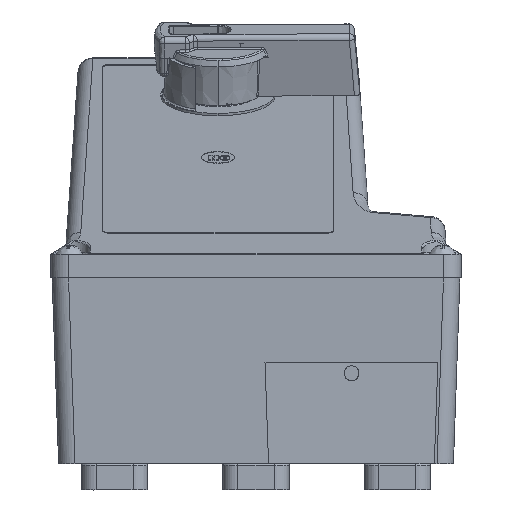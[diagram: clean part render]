
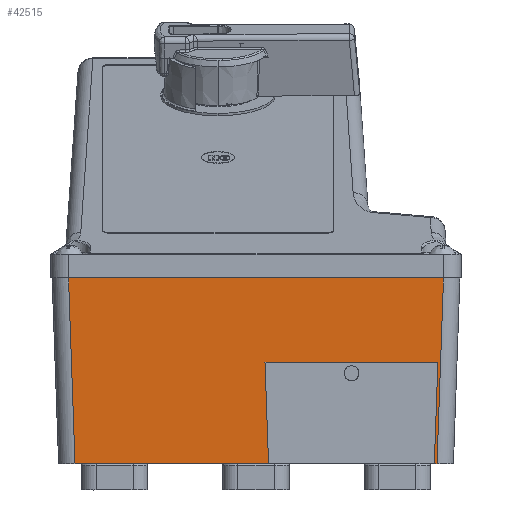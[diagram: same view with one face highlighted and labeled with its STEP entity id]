
A CAD part, left-side view. The second image highlights one B-rep face of the part: STEP entity #42515.
In plain terms, the highlighted planar face has unit normal (-0.999, 0, -0.035).
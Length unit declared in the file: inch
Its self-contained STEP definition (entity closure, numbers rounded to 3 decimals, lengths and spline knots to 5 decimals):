
#44 = LINE ( 'NONE', #83130, #35277 ) ;
#1420 = EDGE_CURVE ( 'NONE', #9709, #56677, #57934, .T. ) ;
#3877 = LINE ( 'NONE', #86079, #38956 ) ;
#4797 = LINE ( 'NONE', #19606, #18803 ) ;
#5204 = EDGE_CURVE ( 'NONE', #56677, #54804, #30943, .T. ) ;
#7466 = ORIENTED_EDGE ( 'NONE', *, *, #5204, .F. ) ;
#9709 = VERTEX_POINT ( 'NONE', #78537 ) ;
#9871 = CARTESIAN_POINT ( 'NONE',  ( -5.12037, -3.02559, -1.78769 ) ) ;
#12104 = VECTOR ( 'NONE', #35296, 39.37008 ) ;
#12463 = CARTESIAN_POINT ( 'NONE',  ( -5.16993, 3.17702, -0.36859 ) ) ;
#13220 = EDGE_CURVE ( 'NONE', #53855, #73943, #4797, .T. ) ;
#14377 = ORIENTED_EDGE ( 'NONE', *, *, #88281, .T. ) ;
#14665 = ORIENTED_EDGE ( 'NONE', *, *, #21166, .T. ) ;
#15824 = VECTOR ( 'NONE', #85744, 39.37008 ) ;
#15865 = EDGE_LOOP ( 'NONE', ( #84284, #48577, #71918, #14377, #14665, #35921, #80017, #7466, #78080 ) ) ;
#17827 = DIRECTION ( 'NONE',  ( 0., 1., 0. ) ) ;
#17900 = CARTESIAN_POINT ( 'NONE',  ( -5.15606, -0.08627, -0.76584 ) ) ;
#18803 = VECTOR ( 'NONE', #17827, 39.37008 ) ;
#19606 = CARTESIAN_POINT ( 'NONE',  ( -5.06098, 3.45244, -3.48859 ) ) ;
#21166 = EDGE_CURVE ( 'NONE', #65001, #73943, #68122, .T. ) ;
#21217 = CARTESIAN_POINT ( 'NONE',  ( -5.05588, -2.95999, -3.63445 ) ) ;
#25485 = DIRECTION ( 'NONE',  ( -0.999, 0., -0.035 ) ) ;
#27442 = DIRECTION ( 'NONE',  ( 0., 1., 0. ) ) ;
#30943 = LINE ( 'NONE', #17900, #15824 ) ;
#31807 = CARTESIAN_POINT ( 'NONE',  ( -5.16993, 3.45244, -0.36859 ) ) ;
#35277 = VECTOR ( 'NONE', #27442, 39.37008 ) ;
#35296 = DIRECTION ( 'NONE',  ( 0.035, -0.035, -0.999 ) ) ;
#35407 = EDGE_CURVE ( 'NONE', #71783, #78916, #3877, .T. ) ;
#35921 = ORIENTED_EDGE ( 'NONE', *, *, #13220, .F. ) ;
#38956 = VECTOR ( 'NONE', #45651, 39.37008 ) ;
#40120 = CARTESIAN_POINT ( 'NONE',  ( -5.16194, -3.11114, -0.59751 ) ) ;
#41289 = VECTOR ( 'NONE', #77283, 39.37008 ) ;
#42515 = ADVANCED_FACE ( 'NONE', ( #83492 ), #58743, .T. ) ;
#44660 = CARTESIAN_POINT ( 'NONE',  ( -5.16993, -3.11914, -0.36859 ) ) ;
#45245 = CARTESIAN_POINT ( 'NONE',  ( -5.06098, 3.06807, -3.48859 ) ) ;
#45651 = DIRECTION ( 'NONE',  ( 0., 1., 0. ) ) ;
#48577 = ORIENTED_EDGE ( 'NONE', *, *, #35407, .F. ) ;
#52184 = EDGE_CURVE ( 'NONE', #78916, #9709, #54907, .T. ) ;
#53783 = LINE ( 'NONE', #31807, #81648 ) ;
#53855 = VERTEX_POINT ( 'NONE', #62349 ) ;
#53952 = CARTESIAN_POINT ( 'NONE',  ( -5.06098, -2.96508, -3.48859 ) ) ;
#54198 = CARTESIAN_POINT ( 'NONE',  ( -5.17027, 3.17735, -0.35899 ) ) ;
#54804 = VERTEX_POINT ( 'NONE', #86391 ) ;
#54907 = LINE ( 'NONE', #21217, #59265 ) ;
#56677 = VERTEX_POINT ( 'NONE', #72062 ) ;
#57934 = LINE ( 'NONE', #9871, #41289 ) ;
#58366 = VERTEX_POINT ( 'NONE', #44660 ) ;
#58743 = PLANE ( 'NONE',  #86861 ) ;
#59265 = VECTOR ( 'NONE', #80978, 39.37008 ) ;
#59454 = DIRECTION ( 'NONE',  ( -0.035, -0.035, 0.999 ) ) ;
#62349 = CARTESIAN_POINT ( 'NONE',  ( -5.06098, 0.55894, -3.48859 ) ) ;
#65001 = VERTEX_POINT ( 'NONE', #12463 ) ;
#65936 = CARTESIAN_POINT ( 'NONE',  ( -5.16993, 3.45244, -0.36859 ) ) ;
#68122 = LINE ( 'NONE', #54198, #12104 ) ;
#71783 = VERTEX_POINT ( 'NONE', #78481 ) ;
#71918 = ORIENTED_EDGE ( 'NONE', *, *, #80325, .T. ) ;
#72062 = CARTESIAN_POINT ( 'NONE',  ( -5.12037, -0.12196, -1.78769 ) ) ;
#73943 = VERTEX_POINT ( 'NONE', #45245 ) ;
#76855 = VECTOR ( 'NONE', #59454, 39.37008 ) ;
#77283 = DIRECTION ( 'NONE',  ( 0., 1., 0. ) ) ;
#78080 = ORIENTED_EDGE ( 'NONE', *, *, #1420, .F. ) ;
#78481 = CARTESIAN_POINT ( 'NONE',  ( -5.06098, -3.01018, -3.48859 ) ) ;
#78537 = CARTESIAN_POINT ( 'NONE',  ( -5.12037, -3.02449, -1.78769 ) ) ;
#78916 = VERTEX_POINT ( 'NONE', #53952 ) ;
#78962 = DIRECTION ( 'NONE',  ( -0.035, 0., 0.999 ) ) ;
#80017 = ORIENTED_EDGE ( 'NONE', *, *, #82859, .F. ) ;
#80325 = EDGE_CURVE ( 'NONE', #71783, #58366, #86414, .T. ) ;
#80978 = DIRECTION ( 'NONE',  ( -0.035, -0.035, 0.999 ) ) ;
#81648 = VECTOR ( 'NONE', #87030, 39.37008 ) ;
#82859 = EDGE_CURVE ( 'NONE', #54804, #53855, #44, .T. ) ;
#83130 = CARTESIAN_POINT ( 'NONE',  ( -5.06098, 3.45244, -3.48859 ) ) ;
#83492 = FACE_OUTER_BOUND ( 'NONE', #15865, .T. ) ;
#84284 = ORIENTED_EDGE ( 'NONE', *, *, #52184, .F. ) ;
#85744 = DIRECTION ( 'NONE',  ( 0.035, -0.035, -0.999 ) ) ;
#86079 = CARTESIAN_POINT ( 'NONE',  ( -5.06098, 3.45244, -3.48859 ) ) ;
#86391 = CARTESIAN_POINT ( 'NONE',  ( -5.06098, -0.18135, -3.48859 ) ) ;
#86414 = LINE ( 'NONE', #40120, #76855 ) ;
#86861 = AXIS2_PLACEMENT_3D ( 'NONE', #65936, #25485, #78962 ) ;
#87030 = DIRECTION ( 'NONE',  ( 0., 1., 0. ) ) ;
#88281 = EDGE_CURVE ( 'NONE', #58366, #65001, #53783, .T. ) ;
